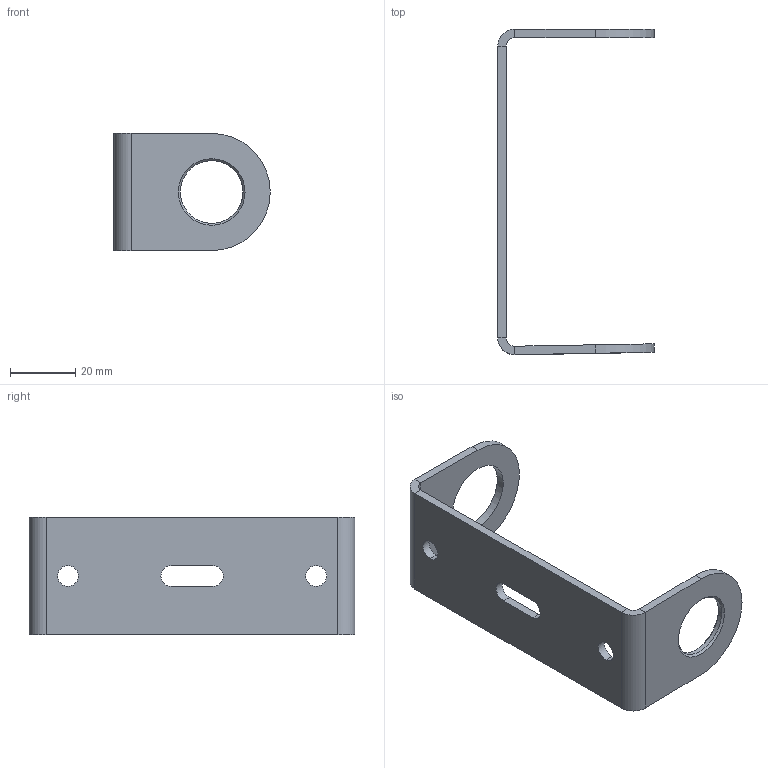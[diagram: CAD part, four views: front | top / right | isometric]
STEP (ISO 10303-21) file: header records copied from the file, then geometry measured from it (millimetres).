
FILE_DESCRIPTION((''),'2;1');
FILE_NAME('155380_SW','2011-05-05T',('banengservice'),('BANNER ENGINEERING'),'PRO/ENGINEER BY PARAMETRIC TECHNOLOGY CORPORATION, 2009141','PRO/ENGINEER BY PARAMETRIC TECHNOLOGY CORPORATION, 2009141','');
FILE_SCHEMA(('CONFIG_CONTROL_DESIGN'));
Length unit declared in the file: inch
Products named in the file (1): 155380_SW
Bounding box: 48.04 x 99.95 x 36 mm (x, y, z)
Volume: 14594.6 mm3; surface area: 12843 mm2
Topology: 1 solids, 1 shells, 38 faces, 88 edges, 52 vertices
Faces by surface type: plane 18, cylinder 16, cone 4
Entity records: 1128 total; most frequent: DIRECTION 200, CARTESIAN_POINT 178, ORIENTED_EDGE 176, EDGE_CURVE 88, AXIS2_PLACEMENT_3D 74, VECTOR 52, LINE 52, VERTEX_POINT 52
